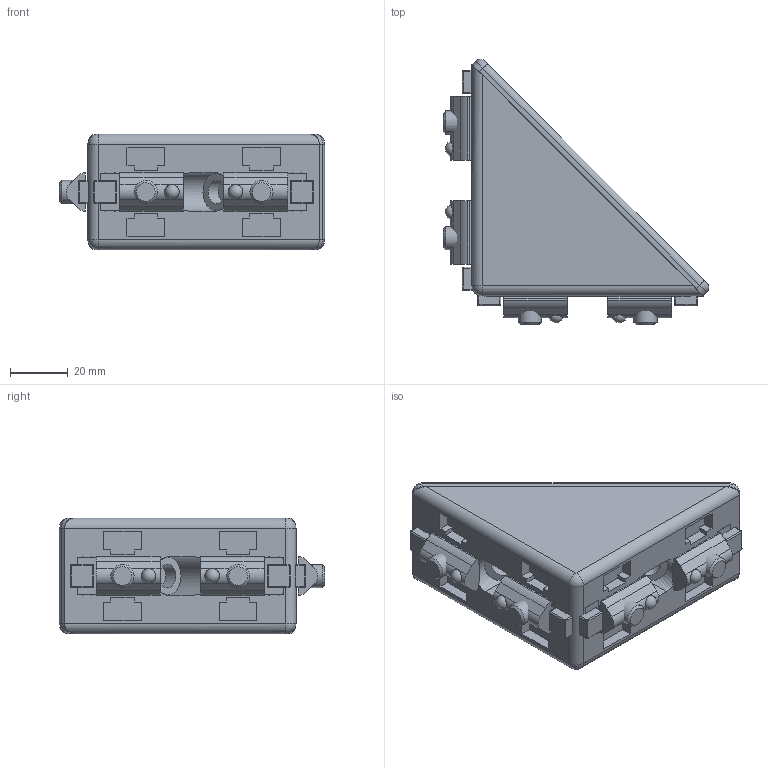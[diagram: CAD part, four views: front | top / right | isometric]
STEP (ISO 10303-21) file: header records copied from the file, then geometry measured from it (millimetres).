
FILE_DESCRIPTION((''),'2;1');
FILE_NAME('SZ0972N_A.stp','2013-08-28T08:28:51',('janine behrens'),(''),'Autodesk Inventor 2012','Autodesk Inventor 2012','');
FILE_SCHEMA(('AUTOMOTIVE_DESIGN { 1 0 10303 214 1 1 1 1 }'));
Length unit declared in the file: millimetre
Products named in the file (10): SZ0972N_A; SZ0973N-A; DIN 433-1 A 8,4; SS0616V_A; SV2102V_A; ME1631105_A; MK5100000_A; MK2402100_A; SZ0071S-A; ME1900100_A
Assembly tree (21 placements, depth 3):
  SZ0972N_A
    SZ0973N-A
    DIN 433-1 A 8,4  x4
    SS0616V_A  x4
    SV2102V_A  x4
      ME1631105_A
      MK5100000_A
      MK2402100_A
    SZ0071S-A
    ME1900100_A  x4
Bounding box: 91.75 x 91.73 x 40 mm (x, y, z)
Volume: 71985.4 mm3; surface area: 52286.5 mm2
Topology: 26 solids, 26 shells, 763 faces, 1960 edges, 1266 vertices
Faces by surface type: plane 430, cylinder 259, sphere 30, cone 24, bspline 18, torus 2
Full cylindrical faces by diameter (mm): 4.5 x8, 5.1 x4, 6.4 x4, 6.647 x4, 6.8 x4, 6.9 x4, 8 x8, 8.2 x2, 8.4 x4, 14 x4, 15 x4
Entity records: 13940 total; most frequent: CARTESIAN_POINT 3371, DIRECTION 2155, ORIENTED_EDGE 2052, EDGE_CURVE 1026, VECTOR 741, LINE 741, AXIS2_PLACEMENT_3D 707, VERTEX_POINT 691
